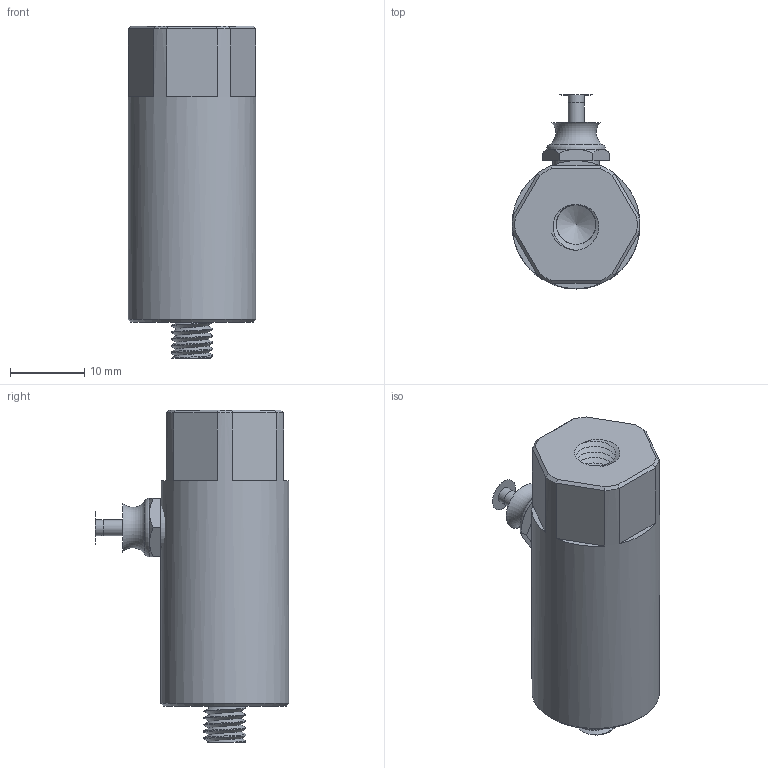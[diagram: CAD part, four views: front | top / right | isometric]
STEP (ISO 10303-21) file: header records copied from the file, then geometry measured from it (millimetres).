
FILE_DESCRIPTION(/* description */ (''),/* implementation_level */ '2;1');
FILE_NAME(/* name */ 'MH134-6A.stp',/* time_stamp */ '2019-10-04T10:23:51-04:00',/* author */ ('lcup'),/* organization */ (''),/* preprocessor_version */ 'ST-DEVELOPER v18',/* originating_system */ 'Autodesk Inventor 2020',/* authorisation */ '');
FILE_SCHEMA (('AUTOMOTIVE_DESIGN { 1 0 10303 214 3 1 1 }'));
Length unit declared in the file: inch
Products named in the file (3): MH134-6A; MHP10222; MHP10090
Assembly tree (2 placements, depth 2):
  MH134-6A
    MHP10222
    MHP10090
Bounding box: 17.27 x 26.16 x 44.83 mm (x, y, z)
Volume: 9005.4 mm3; surface area: 3890.8 mm2
Topology: 3 solids, 3 shells, 65 faces, 167 edges, 108 vertices
Faces by surface type: plane 31, cylinder 15, cone 11, bspline 4, sphere 2, torus 2
Full cylindrical faces by diameter (mm): 2.159 x2, 3.175 x1, 5.359 x1, 5.664 x5, 6.35 x1, 17.272 x1
Entity records: 4946 total; most frequent: CARTESIAN_POINT 3270, ORIENTED_EDGE 326, DIRECTION 301, EDGE_CURVE 163, AXIS2_PLACEMENT_3D 119, VERTEX_POINT 108, EDGE_LOOP 73, FACE_OUTER_BOUND 65
